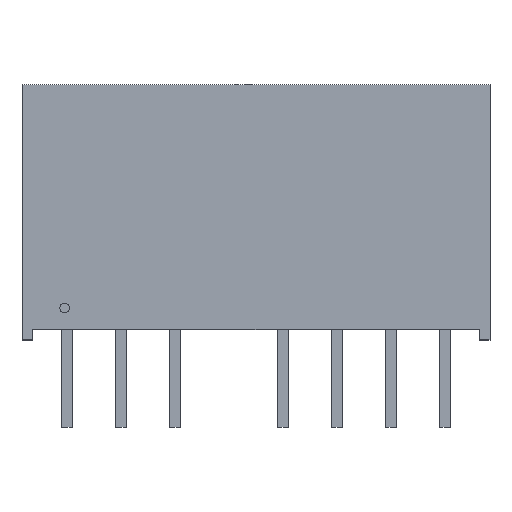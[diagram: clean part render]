
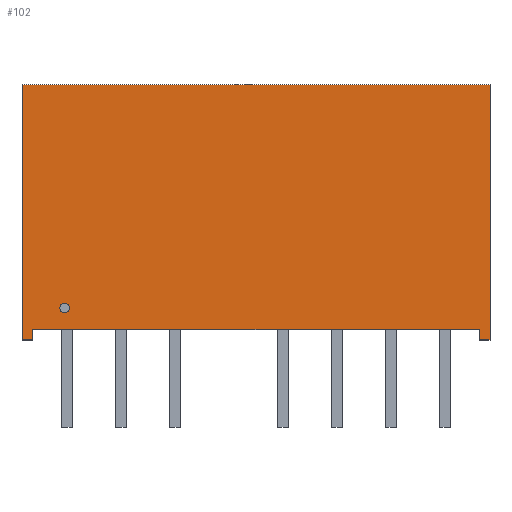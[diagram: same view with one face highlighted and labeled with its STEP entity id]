
A CAD part, top view. The second image highlights one B-rep face of the part: STEP entity #102.
In plain terms, the highlighted planar face has unit normal (0, 0, 1).
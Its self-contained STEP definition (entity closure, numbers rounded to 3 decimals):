
#102=ADVANCED_FACE('NONE',(#238,#239),#240,.F.);
#238=FACE_OUTER_BOUND('',#407,.T.);
#239=FACE_BOUND('',#408,.T.);
#240=PLANE('',#409);
#407=EDGE_LOOP('',(#627,#628,#629,#630,#631,#632,#633,#634));
#408=EDGE_LOOP('',(#635,#636));
#409=AXIS2_PLACEMENT_3D('',#637,#638,#639);
#627=ORIENTED_EDGE('',*,*,#993,.T.);
#628=ORIENTED_EDGE('',*,*,#998,.T.);
#629=ORIENTED_EDGE('',*,*,#1002,.T.);
#630=ORIENTED_EDGE('',*,*,#1006,.T.);
#631=ORIENTED_EDGE('',*,*,#1009,.T.);
#632=ORIENTED_EDGE('',*,*,#964,.T.);
#633=ORIENTED_EDGE('',*,*,#1013,.T.);
#634=ORIENTED_EDGE('',*,*,#1016,.T.);
#635=ORIENTED_EDGE('',*,*,#1018,.F.);
#636=ORIENTED_EDGE('',*,*,#959,.F.);
#637=CARTESIAN_POINT('',(11.0,11.5,9.5));
#638=DIRECTION('',(0.0,0.0,-1.0));
#639=DIRECTION('',(0.0,-1.0,0.0));
#959=EDGE_CURVE('NONE',#1125,#1127,#1128,.T.);
#964=EDGE_CURVE('NONE',#1136,#1134,#1137,.T.);
#993=EDGE_CURVE('NONE',#1193,#1191,#1194,.T.);
#998=EDGE_CURVE('NONE',#1191,#1199,#1201,.T.);
#1002=EDGE_CURVE('NONE',#1199,#1205,#1207,.T.);
#1006=EDGE_CURVE('NONE',#1205,#1211,#1213,.T.);
#1009=EDGE_CURVE('NONE',#1211,#1136,#1216,.T.);
#1013=EDGE_CURVE('NONE',#1134,#1220,#1222,.T.);
#1016=EDGE_CURVE('NONE',#1220,#1193,#1225,.T.);
#1018=EDGE_CURVE('NONE',#1127,#1125,#1227,.T.);
#1125=VERTEX_POINT('NONE',#1366);
#1127=VERTEX_POINT('NONE',#1369);
#1128=CIRCLE('',#1370,0.225);
#1134=VERTEX_POINT('NONE',#1378);
#1136=VERTEX_POINT('NONE',#1381);
#1137=LINE('',#1382,#1383);
#1191=VERTEX_POINT('NONE',#1463);
#1193=VERTEX_POINT('NONE',#1466);
#1194=LINE('',#1467,#1468);
#1199=VERTEX_POINT('NONE',#1475);
#1201=LINE('',#1478,#1479);
#1205=VERTEX_POINT('NONE',#1484);
#1207=LINE('',#1487,#1488);
#1211=VERTEX_POINT('NONE',#1493);
#1213=LINE('',#1496,#1497);
#1216=LINE('',#1501,#1502);
#1220=VERTEX_POINT('NONE',#1507);
#1222=LINE('',#1510,#1511);
#1225=LINE('',#1515,#1516);
#1227=CIRCLE('',#1518,0.225);
#1366=CARTESIAN_POINT('',(-9.225,1.0,9.5));
#1369=CARTESIAN_POINT('',(-8.775,1.0,9.5));
#1370=AXIS2_PLACEMENT_3D('',#1717,#1718,#1719);
#1378=CARTESIAN_POINT('',(10.5,0.,9.5));
#1381=CARTESIAN_POINT('',(-10.5,0.,9.5));
#1382=CARTESIAN_POINT('',(-10.5,0.,9.5));
#1383=VECTOR('',#1723,1000.0);
#1463=CARTESIAN_POINT('',(11.0,11.5,9.5));
#1466=CARTESIAN_POINT('',(11.0,-0.5,9.5));
#1467=CARTESIAN_POINT('',(11.0,-0.5,9.5));
#1468=VECTOR('',#1751,1000.0);
#1475=CARTESIAN_POINT('',(-11.0,11.5,9.5));
#1478=CARTESIAN_POINT('',(-11.0,11.5,9.5));
#1479=VECTOR('',#1755,1000.0);
#1484=CARTESIAN_POINT('',(-11.0,-0.5,9.5));
#1487=CARTESIAN_POINT('',(-11.0,-0.5,9.5));
#1488=VECTOR('',#1758,1000.0);
#1493=CARTESIAN_POINT('',(-10.5,-0.5,9.5));
#1496=CARTESIAN_POINT('',(-10.5,-0.5,9.5));
#1497=VECTOR('',#1761,1000.0);
#1501=CARTESIAN_POINT('',(-10.5,0.,9.5));
#1502=VECTOR('',#1763,1000.0);
#1507=CARTESIAN_POINT('',(10.5,-0.5,9.5));
#1510=CARTESIAN_POINT('',(10.5,0.,9.5));
#1511=VECTOR('',#1766,1000.0);
#1515=CARTESIAN_POINT('',(10.5,-0.5,9.5));
#1516=VECTOR('',#1768,1000.0);
#1518=AXIS2_PLACEMENT_3D('',#1769,#1770,#1771);
#1717=CARTESIAN_POINT('',(-9.0,1.0,9.5));
#1718=DIRECTION('',(0.0,0.0,1.0));
#1719=DIRECTION('',(1.0,0.0,0.0));
#1723=DIRECTION('',(1.0,0.0,0.0));
#1751=DIRECTION('',(0.0,1.0,0.0));
#1755=DIRECTION('',(-1.0,-0.0,-0.0));
#1758=DIRECTION('',(-0.0,-1.0,-0.0));
#1761=DIRECTION('',(1.0,0.,-0.0));
#1763=DIRECTION('',(-0.0,1.0,-0.0));
#1766=DIRECTION('',(0.0,-1.0,0.0));
#1768=DIRECTION('',(1.0,0.,0.0));
#1769=CARTESIAN_POINT('',(-9.0,1.0,9.5));
#1770=DIRECTION('',(0.0,0.0,1.0));
#1771=DIRECTION('',(1.0,0.0,0.0));
